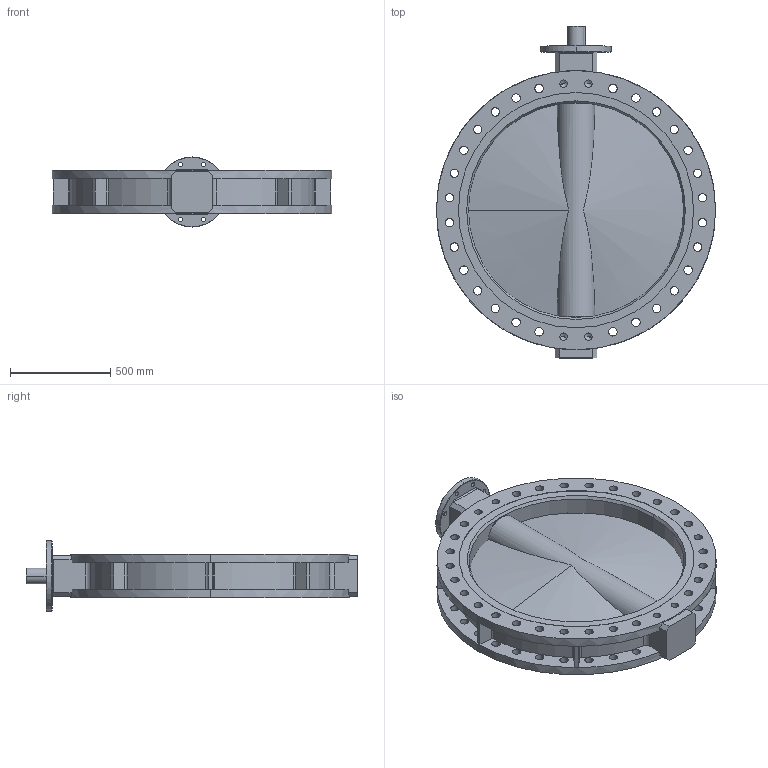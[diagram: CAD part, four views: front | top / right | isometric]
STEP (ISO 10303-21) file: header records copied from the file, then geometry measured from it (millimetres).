
FILE_DESCRIPTION (( 'STEP AP214' ), '1' );
FILE_NAME ('D41100._3.step', '2013-07-30T15:19:12', ( 'mbuehlmann' ), ( '' ), 'SwSTEP 2.0', 'SolidWorks 2012', '' );
FILE_SCHEMA (( 'AUTOMOTIVE_DESIGN' ));
Length unit declared in the file: millimetre
Products named in the file (6): ia-Dichtungbasic_Dichtung1100; ia-Logo26; BO.D41100._3; ia-Keil_ia-Keil1100; ia-scheibe250_ia-scheibe1100; D41100._3
Assembly tree (5 placements, depth 2):
  D41100._3
    ia-scheibe250_ia-scheibe1100
    ia-Keil_ia-Keil1100
    BO.D41100._3
    ia-Logo26
    ia-Dichtungbasic_Dichtung1100
Bounding box: 1395 x 1658 x 350 mm (x, y, z)
Volume: 167198980.7 mm3; surface area: 8115232.1 mm2
Topology: 5 solids, 5 shells, 316 faces, 880 edges, 566 vertices
Faces by surface type: cylinder 192, plane 78, cone 32, torus 12, sphere 2
Entity records: 11225 total; most frequent: CARTESIAN_POINT 2234, DIRECTION 1891, ORIENTED_EDGE 1722, EDGE_CURVE 861, AXIS2_PLACEMENT_3D 746, VERTEX_POINT 565, EDGE_LOOP 460, CIRCLE 422
